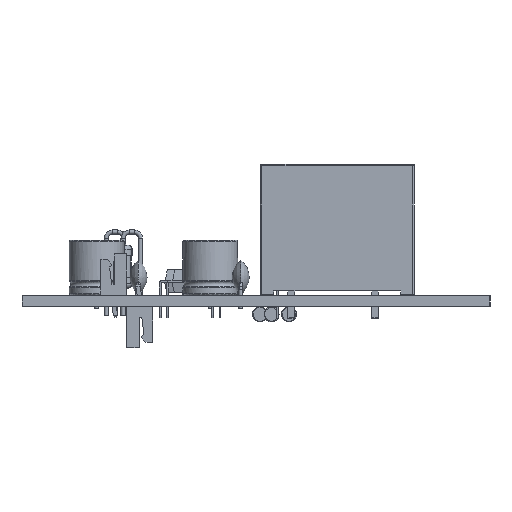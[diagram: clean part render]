
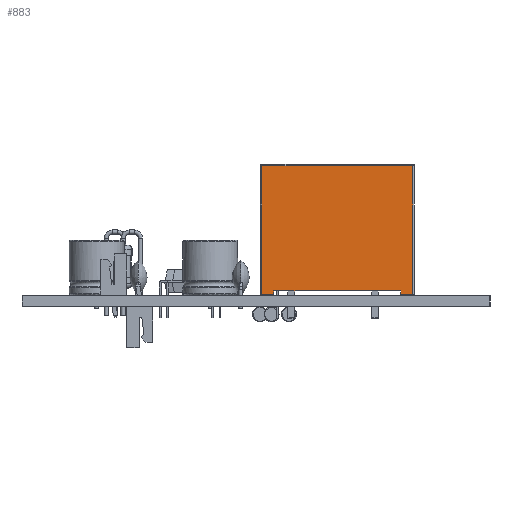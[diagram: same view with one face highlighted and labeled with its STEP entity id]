
A CAD part, left-side view. The second image highlights one B-rep face of the part: STEP entity #883.
In plain terms, the highlighted planar face has unit normal (-1, 0, 0).
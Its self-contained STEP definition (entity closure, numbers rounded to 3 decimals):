
#676 = VERTEX_POINT('',#677);
#677 = CARTESIAN_POINT('',(-8.25,2.3,18.85));
#684 = EDGE_CURVE('',#685,#676,#687,.T.);
#685 = VERTEX_POINT('',#686);
#686 = CARTESIAN_POINT('',(-8.25,-19.7,18.85));
#687 = LINE('',#688,#689);
#688 = CARTESIAN_POINT('',(-8.25,-19.7,18.85));
#689 = VECTOR('',#690,1.);
#690 = DIRECTION('',(0.,1.,0.));
#883 = ADVANCED_FACE('',(#884),#941,.T.);
#884 = FACE_BOUND('',#885,.T.);
#885 = EDGE_LOOP('',(#886,#894,#902,#910,#918,#926,#934,#940));
#886 = ORIENTED_EDGE('',*,*,#887,.F.);
#887 = EDGE_CURVE('',#888,#676,#890,.T.);
#888 = VERTEX_POINT('',#889);
#889 = CARTESIAN_POINT('',(-8.25,2.3,0.1));
#890 = LINE('',#891,#892);
#891 = CARTESIAN_POINT('',(-8.25,2.3,0.1));
#892 = VECTOR('',#893,1.);
#893 = DIRECTION('',(0.,0.,1.));
#894 = ORIENTED_EDGE('',*,*,#895,.F.);
#895 = EDGE_CURVE('',#896,#888,#898,.T.);
#896 = VERTEX_POINT('',#897);
#897 = CARTESIAN_POINT('',(-8.25,0.55,0.1));
#898 = LINE('',#899,#900);
#899 = CARTESIAN_POINT('',(-8.25,-19.95,0.1));
#900 = VECTOR('',#901,1.);
#901 = DIRECTION('',(0.,1.,0.));
#902 = ORIENTED_EDGE('',*,*,#903,.T.);
#903 = EDGE_CURVE('',#896,#904,#906,.T.);
#904 = VERTEX_POINT('',#905);
#905 = CARTESIAN_POINT('',(-8.25,0.55,0.6));
#906 = LINE('',#907,#908);
#907 = CARTESIAN_POINT('',(-8.25,0.55,0.1));
#908 = VECTOR('',#909,1.);
#909 = DIRECTION('',(0.,0.,1.));
#910 = ORIENTED_EDGE('',*,*,#911,.F.);
#911 = EDGE_CURVE('',#912,#904,#914,.T.);
#912 = VERTEX_POINT('',#913);
#913 = CARTESIAN_POINT('',(-8.25,-17.95,0.6));
#914 = LINE('',#915,#916);
#915 = CARTESIAN_POINT('',(-8.25,-17.95,0.6));
#916 = VECTOR('',#917,1.);
#917 = DIRECTION('',(0.,1.,0.));
#918 = ORIENTED_EDGE('',*,*,#919,.F.);
#919 = EDGE_CURVE('',#920,#912,#922,.T.);
#920 = VERTEX_POINT('',#921);
#921 = CARTESIAN_POINT('',(-8.25,-17.95,0.1));
#922 = LINE('',#923,#924);
#923 = CARTESIAN_POINT('',(-8.25,-17.95,0.1));
#924 = VECTOR('',#925,1.);
#925 = DIRECTION('',(0.,0.,1.));
#926 = ORIENTED_EDGE('',*,*,#927,.F.);
#927 = EDGE_CURVE('',#928,#920,#930,.T.);
#928 = VERTEX_POINT('',#929);
#929 = CARTESIAN_POINT('',(-8.25,-19.7,0.1));
#930 = LINE('',#931,#932);
#931 = CARTESIAN_POINT('',(-8.25,-19.95,0.1));
#932 = VECTOR('',#933,1.);
#933 = DIRECTION('',(0.,1.,0.));
#934 = ORIENTED_EDGE('',*,*,#935,.T.);
#935 = EDGE_CURVE('',#928,#685,#936,.T.);
#936 = LINE('',#937,#938);
#937 = CARTESIAN_POINT('',(-8.25,-19.7,0.1));
#938 = VECTOR('',#939,1.);
#939 = DIRECTION('',(0.,0.,1.));
#940 = ORIENTED_EDGE('',*,*,#684,.T.);
#941 = PLANE('',#942);
#942 = AXIS2_PLACEMENT_3D('',#943,#944,#945);
#943 = CARTESIAN_POINT('',(-8.25,-19.95,0.1));
#944 = DIRECTION('',(-1.,0.,0.));
#945 = DIRECTION('',(0.,1.,0.));
